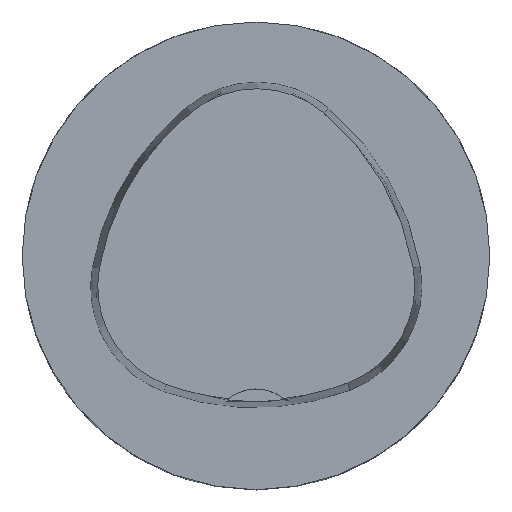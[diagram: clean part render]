
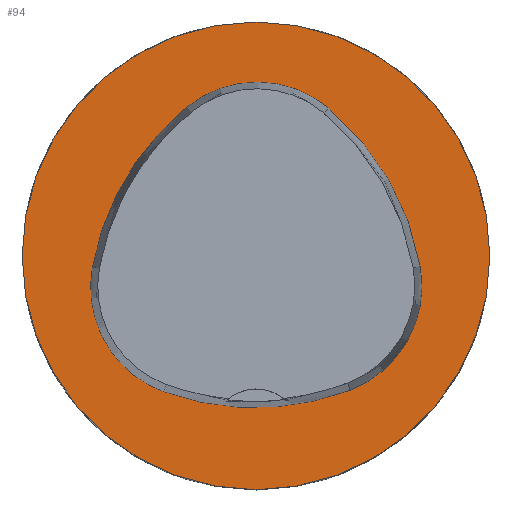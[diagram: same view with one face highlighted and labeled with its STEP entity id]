
A CAD part, top view. The second image highlights one B-rep face of the part: STEP entity #94.
In plain terms, the highlighted planar face has unit normal (0, 0, 1).
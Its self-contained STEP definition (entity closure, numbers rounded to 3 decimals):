
#38=PLANE('',#560);
#94=ADVANCED_FACE('',(#158,#159),#38,.T.);
#125=CIRCLE('',#532,31.5);
#126=CIRCLE('',#538,36.);
#128=CIRCLE('',#541,15.);
#130=CIRCLE('',#544,36.);
#132=CIRCLE('',#547,15.);
#136=CIRCLE('',#552,36.);
#138=CIRCLE('',#555,15.);
#158=FACE_BOUND('',#193,.T.);
#159=FACE_BOUND('',#194,.T.);
#193=EDGE_LOOP('',(#292,#293,#294,#295,#296,#297));
#194=EDGE_LOOP('',(#298));
#292=ORIENTED_EDGE('',*,*,#440,.T.);
#293=ORIENTED_EDGE('',*,*,#420,.T.);
#294=ORIENTED_EDGE('',*,*,#424,.T.);
#295=ORIENTED_EDGE('',*,*,#427,.T.);
#296=ORIENTED_EDGE('',*,*,#430,.T.);
#297=ORIENTED_EDGE('',*,*,#438,.T.);
#298=ORIENTED_EDGE('',*,*,#411,.F.);
#367=VERTEX_POINT('',#787);
#376=VERTEX_POINT('',#806);
#377=VERTEX_POINT('',#807);
#380=VERTEX_POINT('',#815);
#382=VERTEX_POINT('',#821);
#384=VERTEX_POINT('',#827);
#391=VERTEX_POINT('',#848);
#411=EDGE_CURVE('',#367,#367,#125,.T.);
#420=EDGE_CURVE('',#376,#377,#126,.T.);
#424=EDGE_CURVE('',#377,#380,#128,.T.);
#427=EDGE_CURVE('',#380,#382,#130,.T.);
#430=EDGE_CURVE('',#382,#384,#132,.T.);
#438=EDGE_CURVE('',#384,#391,#136,.T.);
#440=EDGE_CURVE('',#391,#376,#138,.T.);
#532=AXIS2_PLACEMENT_3D('',#786,#618,#619);
#538=AXIS2_PLACEMENT_3D('',#805,#634,#635);
#541=AXIS2_PLACEMENT_3D('',#814,#642,#643);
#544=AXIS2_PLACEMENT_3D('',#820,#649,#650);
#547=AXIS2_PLACEMENT_3D('',#826,#656,#657);
#552=AXIS2_PLACEMENT_3D('',#849,#668,#669);
#555=AXIS2_PLACEMENT_3D('',#852,#674,#675);
#560=AXIS2_PLACEMENT_3D('',#857,#684,#685);
#618=DIRECTION('',(0.,0.,-1.));
#619=DIRECTION('',(-1.,0.,0.));
#634=DIRECTION('',(0.,0.,-1.));
#635=DIRECTION('',(-1.,0.,0.));
#642=DIRECTION('',(0.,0.,-1.));
#643=DIRECTION('',(-1.,0.,0.));
#649=DIRECTION('',(0.,0.,-1.));
#650=DIRECTION('',(-1.,0.,0.));
#656=DIRECTION('',(0.,0.,-1.));
#657=DIRECTION('',(-1.,0.,0.));
#668=DIRECTION('',(0.,0.,-1.));
#669=DIRECTION('',(-1.,0.,0.));
#674=DIRECTION('',(0.,0.,-1.));
#675=DIRECTION('',(-1.,0.,0.));
#684=DIRECTION('',(0.,0.,1.));
#685=DIRECTION('',(1.,0.,0.));
#786=CARTESIAN_POINT('',(0.,0.,0.));
#787=CARTESIAN_POINT('',(-31.5,0.,0.));
#805=CARTESIAN_POINT('',(13.398,-7.893,0.));
#806=CARTESIAN_POINT('',(-22.041,-1.562,0.));
#807=CARTESIAN_POINT('',(-9.317,20.036,0.));
#814=CARTESIAN_POINT('',(0.148,8.399,0.));
#815=CARTESIAN_POINT('',(9.779,19.898,0.));
#820=CARTESIAN_POINT('',(-13.337,-7.7,0.));
#821=CARTESIAN_POINT('',(22.122,-1.48,0.));
#826=CARTESIAN_POINT('',(7.347,-4.071,0.));
#827=CARTESIAN_POINT('',(12.693,-18.087,0.));
#848=CARTESIAN_POINT('',(-12.373,-18.307,0.));
#849=CARTESIAN_POINT('',(-0.137,15.55,0.));
#852=CARTESIAN_POINT('',(-7.275,-4.2,0.));
#857=CARTESIAN_POINT('',(0.,0.,0.));
